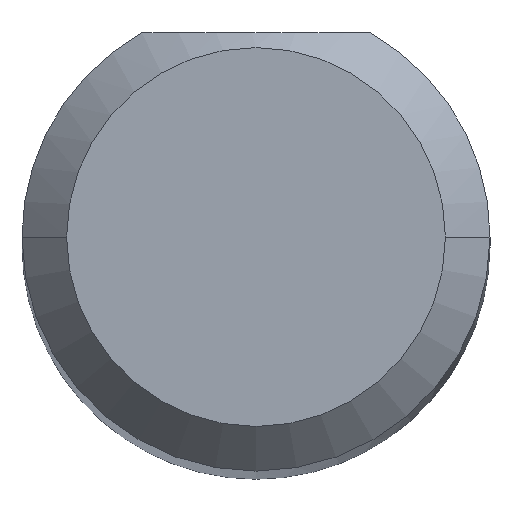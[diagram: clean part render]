
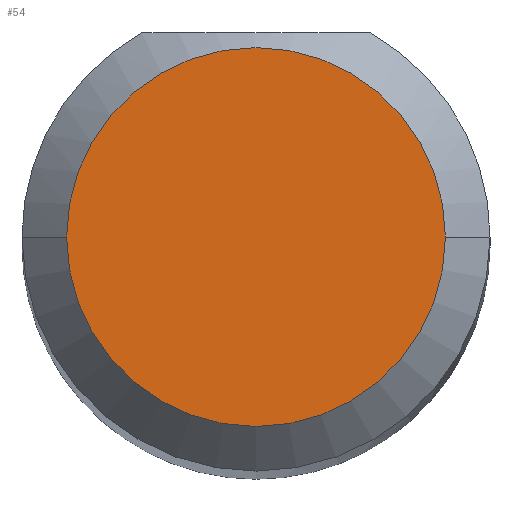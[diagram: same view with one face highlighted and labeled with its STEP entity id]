
A CAD part, top view. The second image highlights one B-rep face of the part: STEP entity #54.
In plain terms, the highlighted planar face has unit normal (0, 0, 1).
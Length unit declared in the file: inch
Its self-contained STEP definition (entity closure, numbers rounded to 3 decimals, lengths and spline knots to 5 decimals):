
#8 = FACE_OUTER_BOUND ( 'NONE', #279, .T. ) ;
#54 = ADVANCED_FACE ( 'NONE', ( #8 ), #429, .T. ) ;
#66 = ORIENTED_EDGE ( 'NONE', *, *, #379, .T. ) ;
#74 = AXIS2_PLACEMENT_3D ( 'NONE', #397, #227, #109 ) ;
#109 = DIRECTION ( 'NONE',  ( 1., 0., 0. ) ) ;
#130 = DIRECTION ( 'NONE',  ( 1., 0., 0. ) ) ;
#162 = VERTEX_POINT ( 'NONE', #207 ) ;
#205 = EDGE_CURVE ( 'NONE', #481, #162, #365, .T. ) ;
#207 = CARTESIAN_POINT ( 'NONE',  ( -0.06374, 0., 1.9685 ) ) ;
#214 = DIRECTION ( 'NONE',  ( 0., 0., 1. ) ) ;
#227 = DIRECTION ( 'NONE',  ( 0., 0., 1. ) ) ;
#235 = CIRCLE ( 'NONE', #474, 0.06374 ) ;
#260 = ORIENTED_EDGE ( 'NONE', *, *, #205, .T. ) ;
#269 = CARTESIAN_POINT ( 'NONE',  ( 0.06374, 0., 1.9685 ) ) ;
#279 = EDGE_LOOP ( 'NONE', ( #66, #260 ) ) ;
#281 = CARTESIAN_POINT ( 'NONE',  ( 0., 0., 1.9685 ) ) ;
#288 = DIRECTION ( 'NONE',  ( 0., 0., 1. ) ) ;
#319 = AXIS2_PLACEMENT_3D ( 'NONE', #281, #288, #479 ) ;
#365 = CIRCLE ( 'NONE', #319, 0.06374 ) ;
#379 = EDGE_CURVE ( 'NONE', #162, #481, #235, .T. ) ;
#397 = CARTESIAN_POINT ( 'NONE',  ( 0., 0., 1.9685 ) ) ;
#429 = PLANE ( 'NONE',  #74 ) ;
#474 = AXIS2_PLACEMENT_3D ( 'NONE', #532, #214, #130 ) ;
#479 = DIRECTION ( 'NONE',  ( 1., 0., 0. ) ) ;
#481 = VERTEX_POINT ( 'NONE', #269 ) ;
#532 = CARTESIAN_POINT ( 'NONE',  ( 0., 0., 1.9685 ) ) ;
